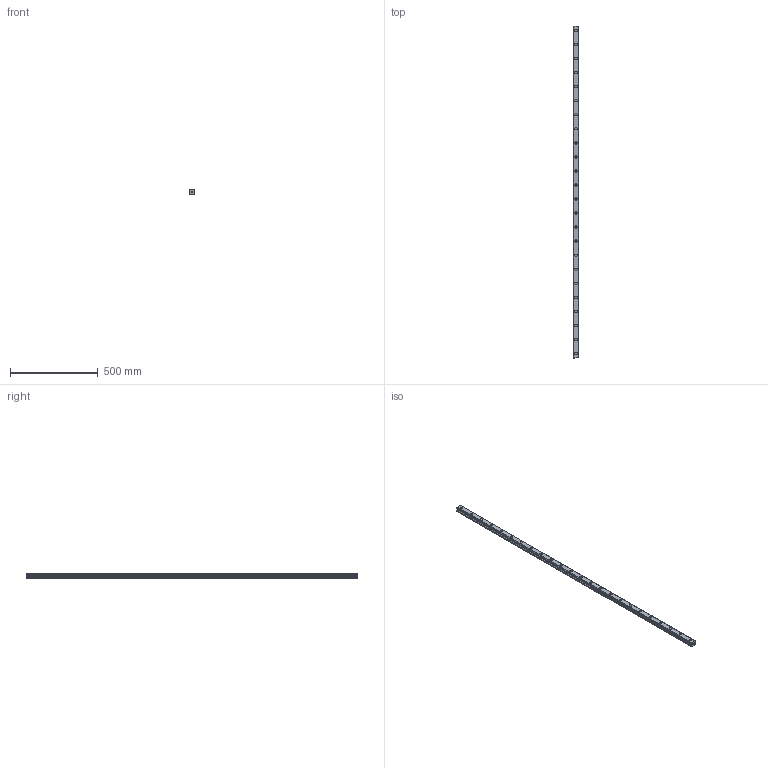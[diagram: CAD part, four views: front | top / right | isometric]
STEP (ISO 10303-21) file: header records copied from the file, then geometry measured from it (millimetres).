
FILE_DESCRIPTION(('STEP AP214'),'1');
FILE_NAME('cctmp_319AB543-78E9-4311-B7F9-DFE40B66BD99_2021_02_12_15_13_33_0628..stp','2021-02-12T14:13:33',('HIWIN GmbH'),('CADClick - www.CADClick.com'),'Spatial InterOp 3D',' ','unknown authorization');
FILE_SCHEMA(('AUTOMOTIVE_DESIGN'));
Length unit declared in the file: millimetre
Products named in the file (1): EGR35R1890C_FILE
Bounding box: 34 x 1890 x 27.5 mm (x, y, z)
Volume: 1487228.2 mm3; surface area: 265877 mm2
Topology: 1 solids, 1 shells, 323 faces, 735 edges, 490 vertices
Faces by surface type: cylinder 162, plane 161
Entity records: 11801 total; most frequent: DIRECTION 1707, CARTESIAN_POINT 1549, ORIENTED_EDGE 1470, EDGE_CURVE 735, AXIS2_PLACEMENT_3D 648, VERTEX_POINT 490, LINE 411, VECTOR 411
